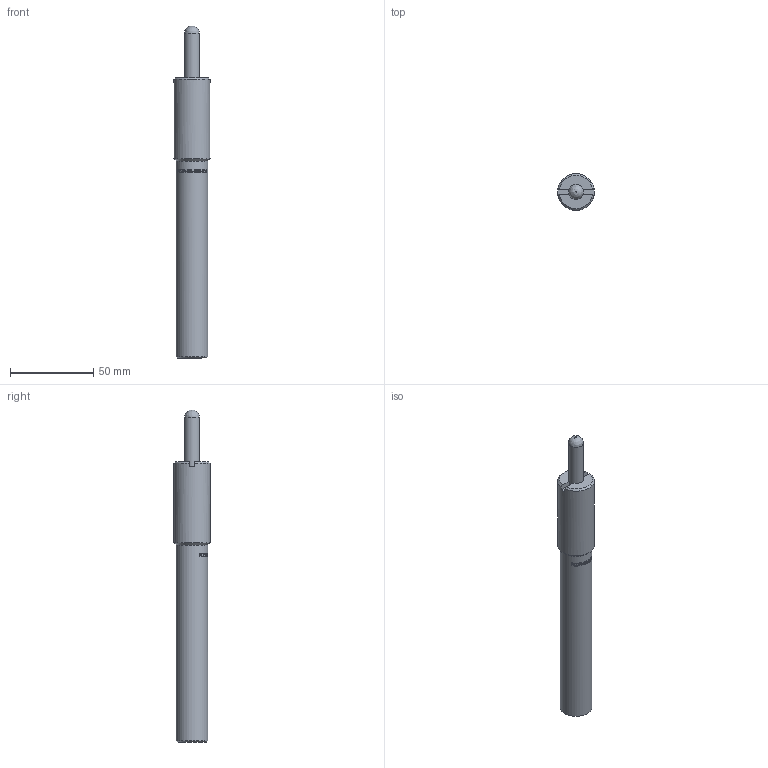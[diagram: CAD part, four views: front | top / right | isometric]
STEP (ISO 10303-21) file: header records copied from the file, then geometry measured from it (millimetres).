
FILE_DESCRIPTION(/* description */ (''),/* implementation_level */ '2;1');
FILE_NAME(/* name */ 'PCDR-22-031-210.stp',/* time_stamp */ '2024-12-03T11:33:50-03:00',/* author */ ('filippi'),/* organization */ (''),/* preprocessor_version */ 'ST-DEVELOPER v19',/* originating_system */ 'Autodesk Inventor 2023',/* authorisation */ '');
FILE_SCHEMA (('AUTOMOTIVE_DESIGN { 1 0 10303 214 3 1 1 }'));
Length unit declared in the file: millimetre
Products named in the file (3): PCDR-22-031-210; CORPO-PCDR-22-031-210; HASTE-PCDR-22-031-210
Assembly tree (2 placements, depth 2):
  PCDR-22-031-210
    CORPO-PCDR-22-031-210
    HASTE-PCDR-22-031-210
Bounding box: 22 x 22 x 199 mm (x, y, z)
Volume: 52129.9 mm3; surface area: 13170.2 mm2
Topology: 2 solids, 2 shells, 245 faces, 660 edges, 439 vertices
Faces by surface type: bspline 120, plane 97, cylinder 24, cone 4
Full cylindrical faces by diameter (mm): 9 x2, 19 x1, 22 x1
Entity records: 11073 total; most frequent: CARTESIAN_POINT 5295, ORIENTED_EDGE 1320, DIRECTION 792, EDGE_CURVE 660, VERTEX_POINT 439, LINE 304, VECTOR 304, EDGE_LOOP 265
